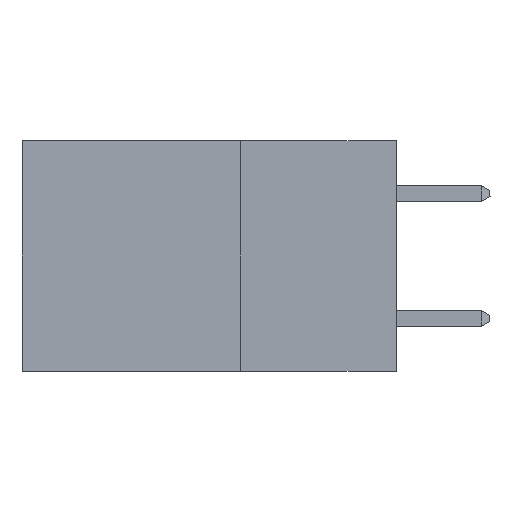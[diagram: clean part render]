
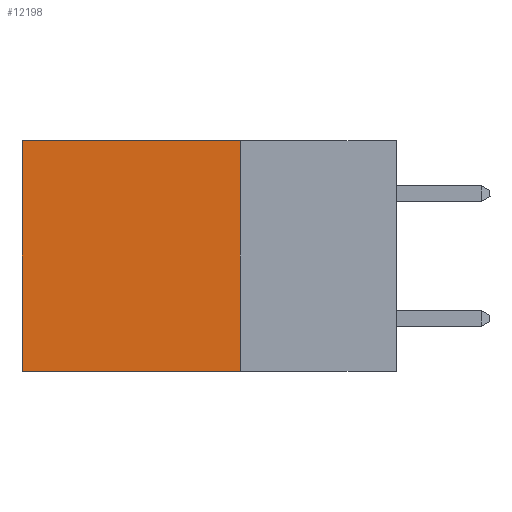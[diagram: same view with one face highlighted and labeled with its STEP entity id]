
A CAD part, left-side view. The second image highlights one B-rep face of the part: STEP entity #12198.
In plain terms, the highlighted planar face has unit normal (-1, 0, 0).
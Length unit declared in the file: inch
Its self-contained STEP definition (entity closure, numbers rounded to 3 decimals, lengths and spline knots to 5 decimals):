
#400 = LINE ( 'NONE', #21917, #12051 ) ;
#2609 = VECTOR ( 'NONE', #15919, 39.37008 ) ;
#3304 = EDGE_CURVE ( 'NONE', #18874, #8216, #17064, .T. ) ;
#4828 = CARTESIAN_POINT ( 'NONE',  ( 0.298, 0.6, 0. ) ) ;
#6426 = CARTESIAN_POINT ( 'NONE',  ( 0.298, 0.25, 0. ) ) ;
#6730 = CARTESIAN_POINT ( 'NONE',  ( 0.298, 0.25, -0.37 ) ) ;
#8149 = LINE ( 'NONE', #21063, #18780 ) ;
#8216 = VERTEX_POINT ( 'NONE', #12410 ) ;
#11030 = VECTOR ( 'NONE', #22664, 39.37008 ) ;
#11341 = AXIS2_PLACEMENT_3D ( 'NONE', #25597, #14545, #14246 ) ;
#12051 = VECTOR ( 'NONE', #12745, 39.37008 ) ;
#12198 = ADVANCED_FACE ( 'NONE', ( #15942 ), #25807, .F. ) ;
#12214 = EDGE_CURVE ( 'NONE', #15013, #18874, #8149, .T. ) ;
#12410 = CARTESIAN_POINT ( 'NONE',  ( 0.298, 0.6, -0.37 ) ) ;
#12532 = LINE ( 'NONE', #20845, #2609 ) ;
#12745 = DIRECTION ( 'NONE',  ( 0., 1., 0. ) ) ;
#13340 = ORIENTED_EDGE ( 'NONE', *, *, #18933, .T. ) ;
#13411 = VERTEX_POINT ( 'NONE', #4828 ) ;
#14246 = DIRECTION ( 'NONE',  ( 0., 0., -1. ) ) ;
#14545 = DIRECTION ( 'NONE',  ( 1., 0., 0. ) ) ;
#15013 = VERTEX_POINT ( 'NONE', #6426 ) ;
#15919 = DIRECTION ( 'NONE',  ( 0., 0., -1. ) ) ;
#15942 = FACE_OUTER_BOUND ( 'NONE', #26678, .T. ) ;
#17064 = LINE ( 'NONE', #6730, #11030 ) ;
#18780 = VECTOR ( 'NONE', #21162, 39.37008 ) ;
#18874 = VERTEX_POINT ( 'NONE', #19372 ) ;
#18933 = EDGE_CURVE ( 'NONE', #15013, #13411, #400, .T. ) ;
#19372 = CARTESIAN_POINT ( 'NONE',  ( 0.298, 0.25, -0.37 ) ) ;
#19952 = ORIENTED_EDGE ( 'NONE', *, *, #12214, .F. ) ;
#20845 = CARTESIAN_POINT ( 'NONE',  ( 0.298, 0.6, 0. ) ) ;
#21063 = CARTESIAN_POINT ( 'NONE',  ( 0.298, 0.25, 0. ) ) ;
#21162 = DIRECTION ( 'NONE',  ( 0., 0., -1. ) ) ;
#21917 = CARTESIAN_POINT ( 'NONE',  ( 0.298, 0.25, 0. ) ) ;
#22664 = DIRECTION ( 'NONE',  ( 0., 1., 0. ) ) ;
#23892 = EDGE_CURVE ( 'NONE', #13411, #8216, #12532, .T. ) ;
#24314 = ORIENTED_EDGE ( 'NONE', *, *, #23892, .T. ) ;
#25597 = CARTESIAN_POINT ( 'NONE',  ( 0.298, 0.25, 0. ) ) ;
#25807 = PLANE ( 'NONE',  #11341 ) ;
#26678 = EDGE_LOOP ( 'NONE', ( #24314, #28131, #19952, #13340 ) ) ;
#28131 = ORIENTED_EDGE ( 'NONE', *, *, #3304, .F. ) ;
